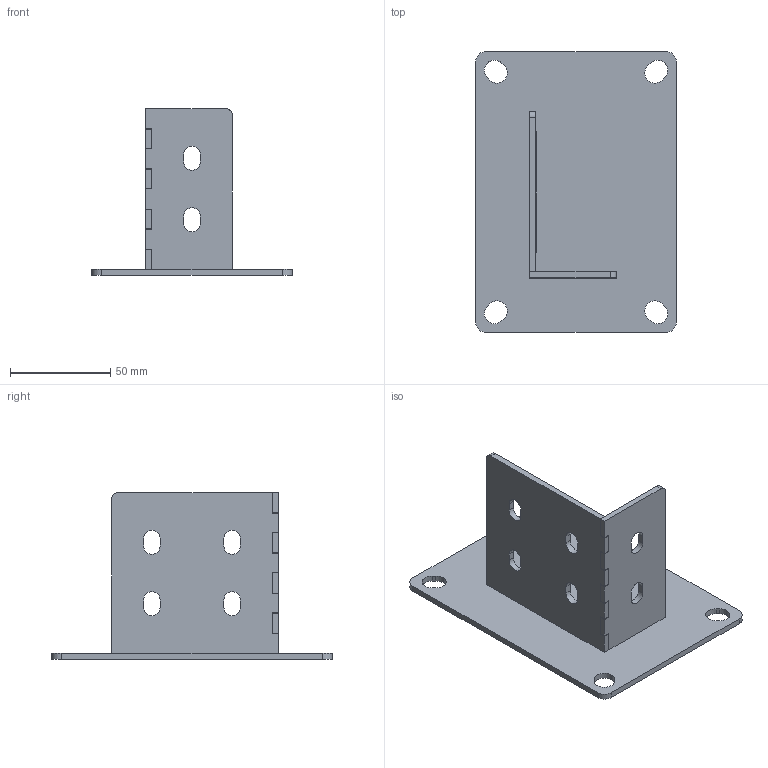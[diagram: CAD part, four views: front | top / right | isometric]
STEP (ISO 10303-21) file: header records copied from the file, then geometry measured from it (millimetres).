
FILE_DESCRIPTION (( 'STEP AP214' ), '1' );
FILE_NAME ('A425 Ïëîùàäêà îïîðíàÿ 40õ80.STEP', '2020-11-24T14:39:10', ( 'Windows User' ), ( '' ), 'SwSTEP 2.0', 'SolidWorks 2020', '' );
FILE_SCHEMA (( 'AUTOMOTIVE_DESIGN' ));
Length unit declared in the file: millimetre
Products named in the file (4): A425 Áîêîâèíà ñ ïàçîì 2_00; A425 昢膼瘔膻嬅00; A425 Ïëîùàäêà îïîðíàÿ 40õ80; A425 Áîêîâèíà ñ ïàçîì 1_00
Assembly tree (3 placements, depth 2):
  A425 Ïëîùàäêà îïîðíàÿ 40õ80
    A425 昢膼瘔膻嬅00
    A425 Áîêîâèíà ñ ïàçîì 1_00
    A425 Áîêîâèíà ñ ïàçîì 2_00
Bounding box: 100 x 140 x 83 mm (x, y, z)
Volume: 68658 mm3; surface area: 50617.5 mm2
Topology: 3 solids, 3 shells, 116 faces, 330 edges, 220 vertices
Faces by surface type: plane 82, cylinder 34
Entity records: 3964 total; most frequent: CARTESIAN_POINT 672, ORIENTED_EDGE 660, DIRECTION 642, EDGE_CURVE 330, LINE 262, VECTOR 262, VERTEX_POINT 220, AXIS2_PLACEMENT_3D 190
